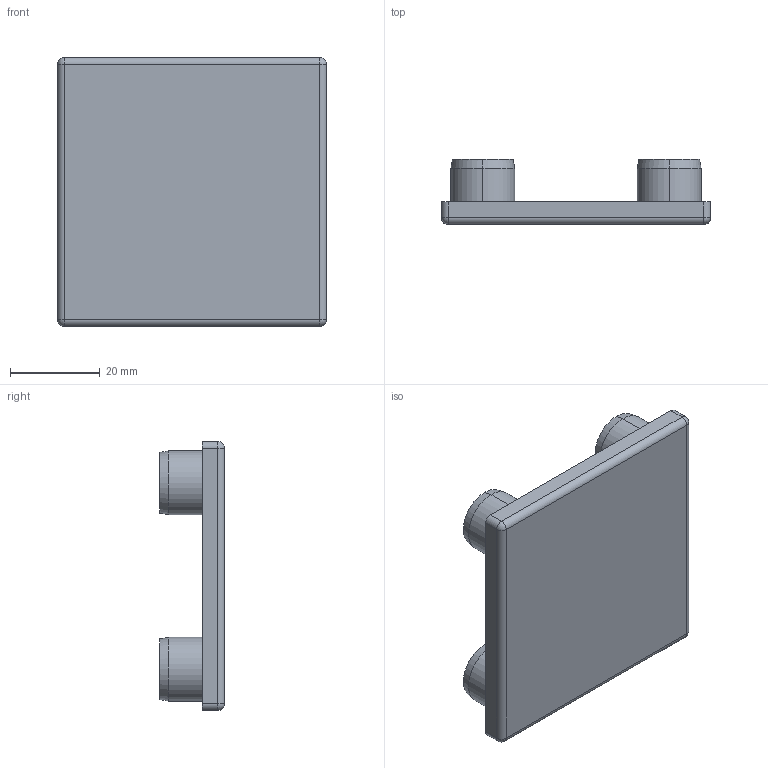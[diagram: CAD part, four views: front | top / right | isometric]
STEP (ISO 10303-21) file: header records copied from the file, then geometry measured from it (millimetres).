
FILE_DESCRIPTION (( 'STEP AP214' ), '1' );
FILE_NAME ('A801 Çàãëóøêà òîðöåâàÿ 60 õ 60.STEP', '2025-06-25T08:38:20', ( '' ), ( '' ), 'SwSTEP 2.0', 'SolidWorks 2025', '' );
FILE_SCHEMA (( 'AUTOMOTIVE_DESIGN' ));
Length unit declared in the file: millimetre
Products named in the file (1): A801 Заглушка торцевая 60 х 60
Bounding box: 60 x 14.5 x 60 mm (x, y, z)
Volume: 11573.6 mm3; surface area: 12795 mm2
Topology: 1 solids, 1 shells, 55 faces, 116 edges, 68 vertices
Faces by surface type: cylinder 24, plane 19, cone 8, sphere 4
Entity records: 1465 total; most frequent: DIRECTION 280, CARTESIAN_POINT 236, ORIENTED_EDGE 224, AXIS2_PLACEMENT_3D 112, EDGE_CURVE 112, VERTEX_POINT 68, EDGE_LOOP 64, CIRCLE 56
